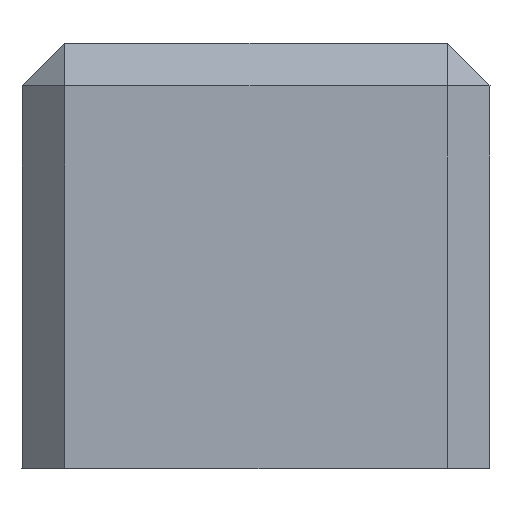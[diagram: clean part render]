
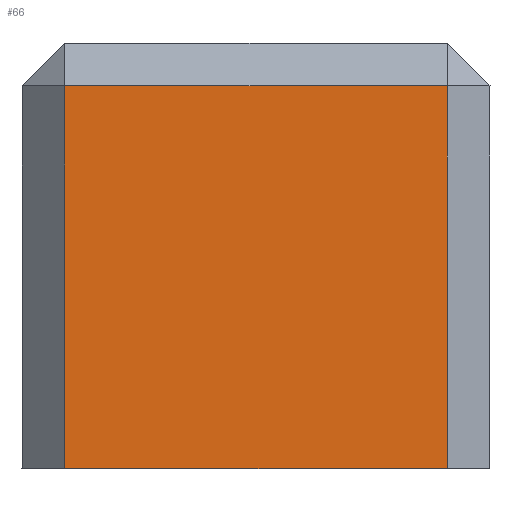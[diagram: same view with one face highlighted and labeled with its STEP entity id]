
A CAD part, front view. The second image highlights one B-rep face of the part: STEP entity #66.
In plain terms, the highlighted planar face has unit normal (0, -1, 0).
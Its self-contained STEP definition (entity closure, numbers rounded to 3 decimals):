
#66=ADVANCED_FACE('',(#101),#84,.F.);
#84=PLANE('',#367);
#101=FACE_OUTER_BOUND('',#124,.T.);
#124=EDGE_LOOP('',(#188,#189,#190,#191));
#188=ORIENTED_EDGE('',*,*,#243,.T.);
#189=ORIENTED_EDGE('',*,*,#269,.T.);
#190=ORIENTED_EDGE('',*,*,#271,.F.);
#191=ORIENTED_EDGE('',*,*,#266,.T.);
#217=VERTEX_POINT('',#476);
#218=VERTEX_POINT('',#478);
#231=VERTEX_POINT('',#523);
#232=VERTEX_POINT('',#530);
#243=EDGE_CURVE('',#218,#217,#283,.T.);
#266=EDGE_CURVE('',#231,#218,#302,.T.);
#269=EDGE_CURVE('',#217,#232,#305,.T.);
#271=EDGE_CURVE('',#231,#232,#307,.T.);
#283=LINE('',#477,#319);
#302=LINE('',#525,#338);
#305=LINE('',#532,#341);
#307=LINE('',#535,#343);
#319=VECTOR('',#386,1.);
#338=VECTOR('',#435,1.);
#341=VECTOR('',#442,1.);
#343=VECTOR('',#446,1.);
#367=AXIS2_PLACEMENT_3D('',#536,#447,#448);
#386=DIRECTION('',(-1.,0.,0.));
#435=DIRECTION('',(0.,0.,1.));
#442=DIRECTION('',(0.,0.,-1.));
#446=DIRECTION('',(-1.,0.,0.));
#447=DIRECTION('',(0.,1.,0.));
#448=DIRECTION('',(-1.,0.,0.));
#476=CARTESIAN_POINT('',(200.806,-90.256,0.072));
#477=CARTESIAN_POINT('',(195.806,-90.256,0.072));
#478=CARTESIAN_POINT('',(245.806,-90.256,0.069));
#523=CARTESIAN_POINT('',(245.804,-90.256,-44.931));
#525=CARTESIAN_POINT('',(245.806,-90.256,5.069));
#530=CARTESIAN_POINT('',(200.804,-90.256,-44.928));
#532=CARTESIAN_POINT('',(200.806,-90.256,5.072));
#535=CARTESIAN_POINT('',(195.804,-90.256,-44.928));
#536=CARTESIAN_POINT('',(195.806,-90.256,5.072));
